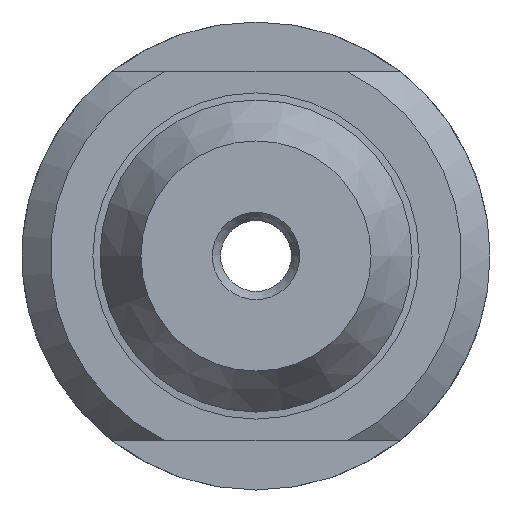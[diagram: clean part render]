
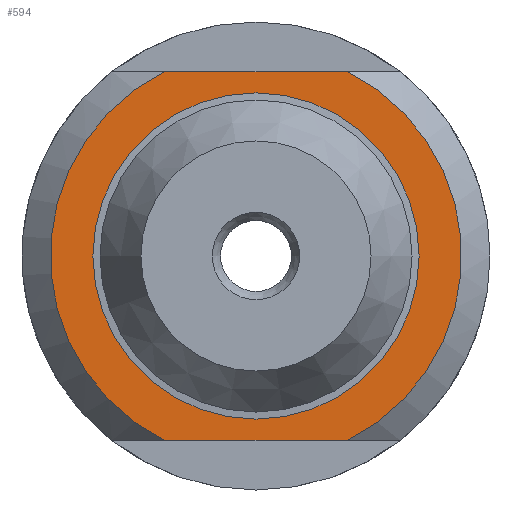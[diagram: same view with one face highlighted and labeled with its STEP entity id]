
A CAD part, left-side view. The second image highlights one B-rep face of the part: STEP entity #594.
In plain terms, the highlighted planar face has unit normal (-1, 0, 0).
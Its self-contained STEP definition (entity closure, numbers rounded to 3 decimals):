
#36=FACE_BOUND('',#100,.T.);
#42=PLANE('',#672);
#61=FACE_OUTER_BOUND('',#99,.T.);
#99=EDGE_LOOP('',(#444,#445,#446,#447));
#100=EDGE_LOOP('',(#448,#449));
#129=LINE('',#1028,#154);
#130=LINE('',#1031,#155);
#154=VECTOR('',#816,10.);
#155=VECTOR('',#819,10.);
#195=CIRCLE('',#671,7.25);
#196=CIRCLE('',#673,7.25);
#197=CIRCLE('',#674,5.75);
#198=CIRCLE('',#675,5.75);
#254=VERTEX_POINT('',#1012);
#258=VERTEX_POINT('',#1021);
#259=VERTEX_POINT('',#1027);
#260=VERTEX_POINT('',#1029);
#261=VERTEX_POINT('',#1032);
#262=VERTEX_POINT('',#1033);
#329=EDGE_CURVE('',#258,#254,#195,.T.);
#330=EDGE_CURVE('',#258,#259,#129,.T.);
#331=EDGE_CURVE('',#260,#259,#196,.T.);
#332=EDGE_CURVE('',#260,#254,#130,.T.);
#333=EDGE_CURVE('',#261,#262,#197,.T.);
#334=EDGE_CURVE('',#262,#261,#198,.T.);
#444=ORIENTED_EDGE('',*,*,#329,.F.);
#445=ORIENTED_EDGE('',*,*,#330,.T.);
#446=ORIENTED_EDGE('',*,*,#331,.F.);
#447=ORIENTED_EDGE('',*,*,#332,.T.);
#448=ORIENTED_EDGE('',*,*,#333,.F.);
#449=ORIENTED_EDGE('',*,*,#334,.F.);
#594=ADVANCED_FACE('',(#61,#36),#42,.T.);
#671=AXIS2_PLACEMENT_3D('',#1025,#812,#813);
#672=AXIS2_PLACEMENT_3D('',#1026,#814,#815);
#673=AXIS2_PLACEMENT_3D('',#1030,#817,#818);
#674=AXIS2_PLACEMENT_3D('',#1034,#820,#821);
#675=AXIS2_PLACEMENT_3D('',#1035,#822,#823);
#812=DIRECTION('center_axis',(1.,0.,0.));
#813=DIRECTION('ref_axis',(0.,-1.,0.));
#814=DIRECTION('center_axis',(-1.,0.,0.));
#815=DIRECTION('ref_axis',(0.,0.,1.));
#816=DIRECTION('',(0.,1.,0.));
#817=DIRECTION('center_axis',(1.,0.,0.));
#818=DIRECTION('ref_axis',(0.,1.,0.));
#819=DIRECTION('',(0.,-1.,0.));
#820=DIRECTION('center_axis',(-1.,0.,0.));
#821=DIRECTION('ref_axis',(0.,-1.,0.));
#822=DIRECTION('center_axis',(-1.,0.,0.));
#823=DIRECTION('ref_axis',(0.,-1.,0.));
#1012=CARTESIAN_POINT('',(18.,-3.211,-6.5));
#1021=CARTESIAN_POINT('',(18.,-3.211,6.5));
#1025=CARTESIAN_POINT('Origin',(18.,0.,0.));
#1026=CARTESIAN_POINT('Origin',(18.,6.,0.));
#1027=CARTESIAN_POINT('',(18.,3.211,6.5));
#1028=CARTESIAN_POINT('',(18.,6.75,6.5));
#1029=CARTESIAN_POINT('',(18.,3.211,-6.5));
#1030=CARTESIAN_POINT('Origin',(18.,0.,0.));
#1031=CARTESIAN_POINT('',(18.,-0.75,-6.5));
#1032=CARTESIAN_POINT('',(18.,5.75,0.));
#1033=CARTESIAN_POINT('',(18.,0.,5.75));
#1034=CARTESIAN_POINT('Origin',(18.,0.,0.));
#1035=CARTESIAN_POINT('Origin',(18.,0.,0.));
